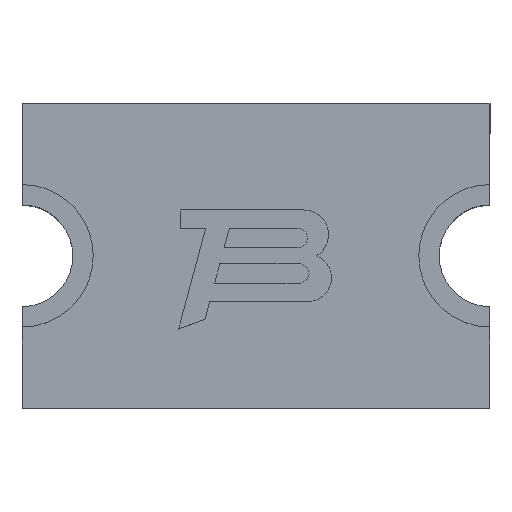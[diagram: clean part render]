
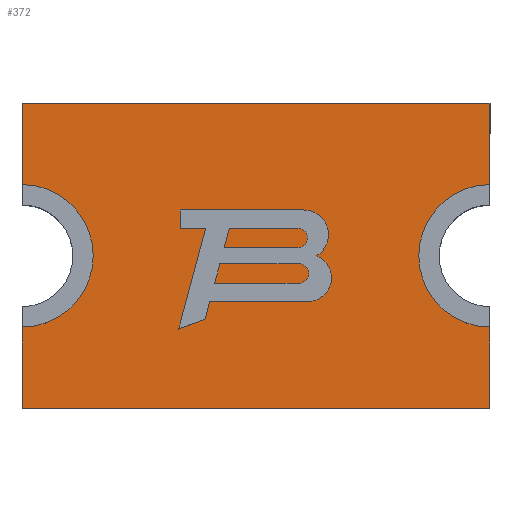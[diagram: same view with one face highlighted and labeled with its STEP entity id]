
A CAD part, top view. The second image highlights one B-rep face of the part: STEP entity #372.
In plain terms, the highlighted planar face has unit normal (0, 0, 1).
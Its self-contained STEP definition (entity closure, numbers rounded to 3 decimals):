
#372=ADVANCED_FACE('',(#1631),#1633,.T.);
#1631=FACE_BOUND('',#1632,.T.);
#1632=EDGE_LOOP('',(#2617,#2618,#2619,#2620,#2621,#2622,#2623,#2624));
#1633=PLANE('',#1634);
#1634=AXIS2_PLACEMENT_3D('',#1635,#1636,#1637);
#1635=CARTESIAN_POINT('',(0.,0.,1.2));
#1636=DIRECTION('',(0.,0.,1.));
#1637=DIRECTION('',(1.,0.,0.));
#2617=ORIENTED_EDGE('',*,*,#3348,.T.);
#2618=ORIENTED_EDGE('',*,*,#3349,.T.);
#2619=ORIENTED_EDGE('',*,*,#3350,.T.);
#2620=ORIENTED_EDGE('',*,*,#3339,.T.);
#2621=ORIENTED_EDGE('',*,*,#3347,.T.);
#2622=ORIENTED_EDGE('',*,*,#3351,.T.);
#2623=ORIENTED_EDGE('',*,*,#3352,.T.);
#2624=ORIENTED_EDGE('',*,*,#3353,.T.);
#3339=EDGE_CURVE('',#3797,#3795,#3798,.T.);
#3347=EDGE_CURVE('',#3795,#3809,#3811,.T.);
#3348=EDGE_CURVE('',#3812,#3813,#3814,.T.);
#3349=EDGE_CURVE('',#3813,#3815,#3816,.T.);
#3350=EDGE_CURVE('',#3815,#3797,#3817,.T.);
#3351=EDGE_CURVE('',#3809,#3818,#3819,.T.);
#3352=EDGE_CURVE('',#3818,#3820,#3821,.T.);
#3353=EDGE_CURVE('',#3820,#3812,#3822,.T.);
#3795=VERTEX_POINT('',#4639);
#3797=VERTEX_POINT('',#4643);
#3798=CIRCLE('',#4644,0.3);
#3809=VERTEX_POINT('',#4671);
#3811=LINE('',#4675,#4676);
#3812=VERTEX_POINT('',#4678);
#3813=VERTEX_POINT('',#4679);
#3814=LINE('',#4680,#4681);
#3815=VERTEX_POINT('',#4683);
#3816=LINE('',#4684,#4685);
#3817=LINE('',#4687,#4688);
#3818=VERTEX_POINT('',#4690);
#3819=LINE('',#4691,#4692);
#3820=VERTEX_POINT('',#4694);
#3821=LINE('',#4695,#4696);
#3822=CIRCLE('',#4698,0.3);
#4639=CARTESIAN_POINT('',(-1.15,-0.3,1.2));
#4643=CARTESIAN_POINT('',(-1.15,0.3,1.2));
#4644=AXIS2_PLACEMENT_3D('',#4645,#4646,#4647);
#4645=CARTESIAN_POINT('',(-1.15,0.,1.2));
#4646=DIRECTION('',(0.,0.,-1.));
#4647=DIRECTION('',(0.,1.,0.));
#4671=CARTESIAN_POINT('',(-1.15,-0.75,1.2));
#4675=CARTESIAN_POINT('',(-1.15,-0.3,1.2));
#4676=VECTOR('',#4677,1.);
#4677=DIRECTION('',(0.,-1.,0.));
#4678=CARTESIAN_POINT('',(1.15,0.3,1.2));
#4679=CARTESIAN_POINT('',(1.15,0.75,1.2));
#4680=CARTESIAN_POINT('',(1.15,0.3,1.2));
#4681=VECTOR('',#4682,1.);
#4682=DIRECTION('',(0.,1.,0.));
#4683=CARTESIAN_POINT('',(-1.15,0.75,1.2));
#4684=CARTESIAN_POINT('',(1.15,0.75,1.2));
#4685=VECTOR('',#4686,1.);
#4686=DIRECTION('',(-1.,0.,0.));
#4687=CARTESIAN_POINT('',(-1.15,0.75,1.2));
#4688=VECTOR('',#4689,1.);
#4689=DIRECTION('',(0.,-1.,0.));
#4690=CARTESIAN_POINT('',(1.15,-0.75,1.2));
#4691=CARTESIAN_POINT('',(-1.15,-0.75,1.2));
#4692=VECTOR('',#4693,1.);
#4693=DIRECTION('',(1.,0.,0.));
#4694=CARTESIAN_POINT('',(1.15,-0.3,1.2));
#4695=CARTESIAN_POINT('',(1.15,-0.75,1.2));
#4696=VECTOR('',#4697,1.);
#4697=DIRECTION('',(0.,1.,0.));
#4698=AXIS2_PLACEMENT_3D('',#4699,#4700,#4701);
#4699=CARTESIAN_POINT('',(1.15,0.,1.2));
#4700=DIRECTION('',(0.,0.,-1.));
#4701=DIRECTION('',(0.,-1.,0.));
